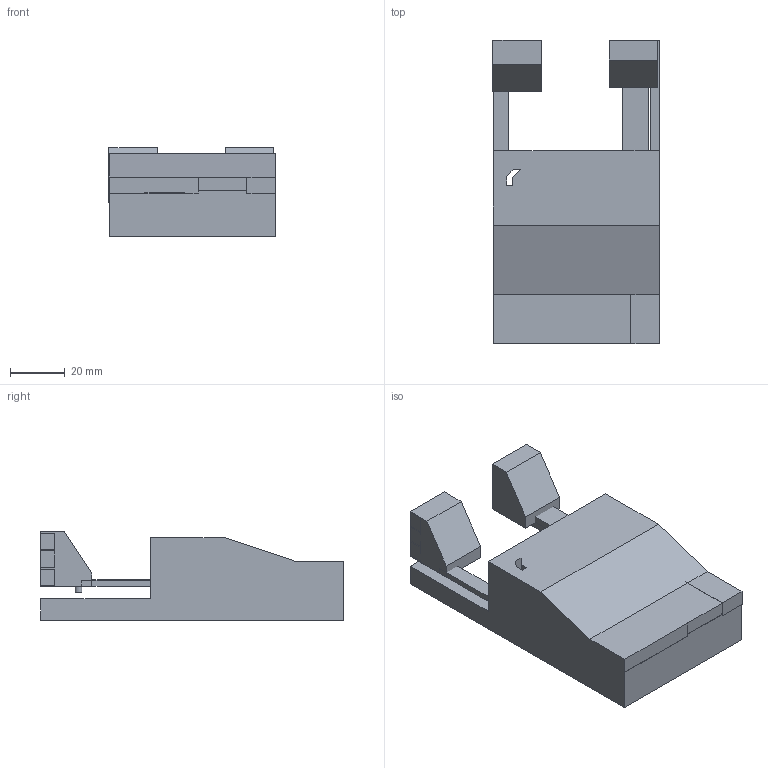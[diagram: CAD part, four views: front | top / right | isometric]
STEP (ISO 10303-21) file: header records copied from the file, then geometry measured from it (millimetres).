
FILE_DESCRIPTION(/* description */ ('STEP AP242','CAx-IF Rec.Pracs.---Representation and Presentation of Product Manufacturing Information (PMI)---4.0---2014-10-13','CAx-IF Rec.Pracs.---3D Tessellated Geometry---0.4---2014-09-14','2;1'),/* implementation_level */ '2;1');
FILE_NAME(/* name */ '686dc2eac742666df25f4fe4',/* time_stamp */ '2025-07-09T01:16:27Z',/* author */ (''),/* organization */ (''),/* preprocessor_version */ 'ST-DEVELOPER v20',/* originating_system */ 'ONSHAPE BY PTC INC, 1.200',/* authorisation */ ' ');
FILE_SCHEMA (('AP242_MANAGED_MODEL_BASED_3D_ENGINEERING_MIM_LF { 1 0 10303 442 1 1 4 }'));
Length unit declared in the file: metre
Products named in the file (4): Part 2; Part 1; Part 4
Bounding box: 60.49 x 110.59 x 32.23 mm (x, y, z)
Volume: 85328.9 mm3; surface area: 29338.7 mm2
Topology: 4 solids, 4 shells, 152 faces, 397 edges, 265 vertices
Faces by surface type: plane 148, cylinder 4
Full cylindrical faces by diameter (mm): 1.85 x2, 2.279 x1, 2.323 x1
Entity records: 4656 total; most frequent: CARTESIAN_POINT 828, ORIENTED_EDGE 782, DIRECTION 705, EDGE_CURVE 391, LINE 377, VECTOR 377, VERTEX_POINT 263, EDGE_LOOP 174
